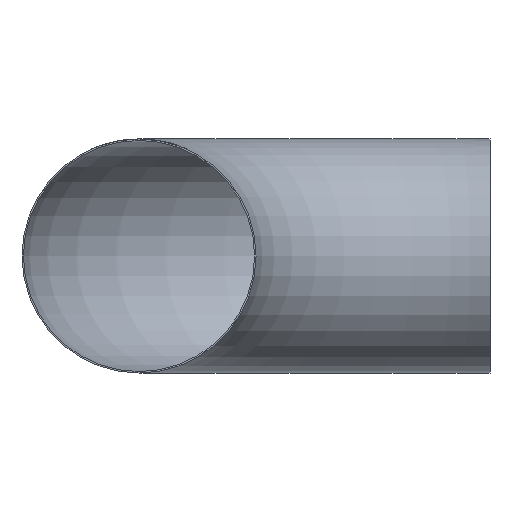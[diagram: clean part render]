
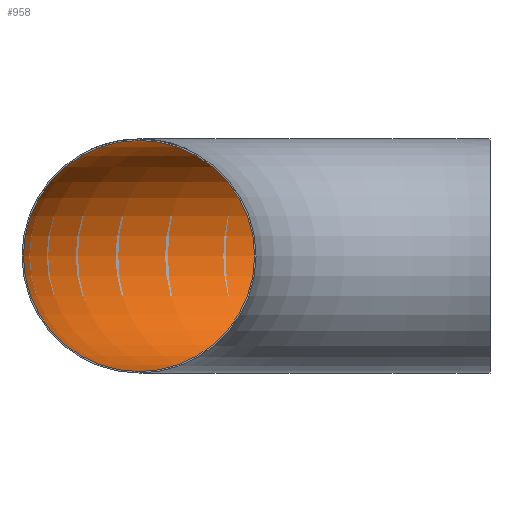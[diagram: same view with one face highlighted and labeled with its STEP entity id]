
A CAD part, front view. The second image highlights one B-rep face of the part: STEP entity #958.
In plain terms, the highlighted toroidal (fillet/blend) face has major radius 1219 mm and minor radius 401.4 mm.
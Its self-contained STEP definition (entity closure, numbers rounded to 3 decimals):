
#840 = AXIS2_PLACEMENT_3D ( 'NONE', #9309, #6117, #23182 ) ;
#958 = ADVANCED_FACE ( 'NONE', ( #5712, #2308 ), #39118, .F. ) ;
#2308 = FACE_OUTER_BOUND ( 'NONE', #36313, .T. ) ;
#4642 = CARTESIAN_POINT ( 'NONE',  ( -1219., 0., 0. ) ) ;
#5712 = FACE_OUTER_BOUND ( 'NONE', #21473, .T. ) ;
#6117 = DIRECTION ( 'NONE',  ( 1., 0., 0. ) ) ;
#9309 = CARTESIAN_POINT ( 'NONE',  ( 0., 1219., 0. ) ) ;
#11320 = VERTEX_POINT ( 'NONE', #28136 ) ;
#17294 = DIRECTION ( 'NONE',  ( -1., 0., 0. ) ) ;
#20696 = CARTESIAN_POINT ( 'NONE',  ( 0., 0., 0. ) ) ;
#21473 = EDGE_LOOP ( 'NONE', ( #44013 ) ) ;
#23182 = DIRECTION ( 'NONE',  ( 0., 1., 0. ) ) ;
#24115 = DIRECTION ( 'NONE',  ( 0., 0., -1. ) ) ;
#24949 = CARTESIAN_POINT ( 'NONE',  ( -1219., 0., 401.4 ) ) ;
#26064 = EDGE_CURVE ( 'NONE', #38428, #38428, #32091, .T. ) ;
#28136 = CARTESIAN_POINT ( 'NONE',  ( 0., 1620.4, 0. ) ) ;
#32091 = CIRCLE ( 'NONE', #40163, 401.4 ) ;
#34308 = CIRCLE ( 'NONE', #840, 401.4 ) ;
#36076 = DIRECTION ( 'NONE',  ( 0., 1., 0. ) ) ;
#36313 = EDGE_LOOP ( 'NONE', ( #43621 ) ) ;
#38428 = VERTEX_POINT ( 'NONE', #24949 ) ;
#39118 = TOROIDAL_SURFACE ( 'NONE', #44236, 1219., 401.4 ) ;
#39981 = EDGE_CURVE ( 'NONE', #11320, #11320, #34308, .T. ) ;
#40163 = AXIS2_PLACEMENT_3D ( 'NONE', #4642, #36076, #42903 ) ;
#42903 = DIRECTION ( 'NONE',  ( 0., 0., 1. ) ) ;
#43621 = ORIENTED_EDGE ( 'NONE', *, *, #26064, .F. ) ;
#44013 = ORIENTED_EDGE ( 'NONE', *, *, #39981, .T. ) ;
#44236 = AXIS2_PLACEMENT_3D ( 'NONE', #20696, #24115, #17294 ) ;
